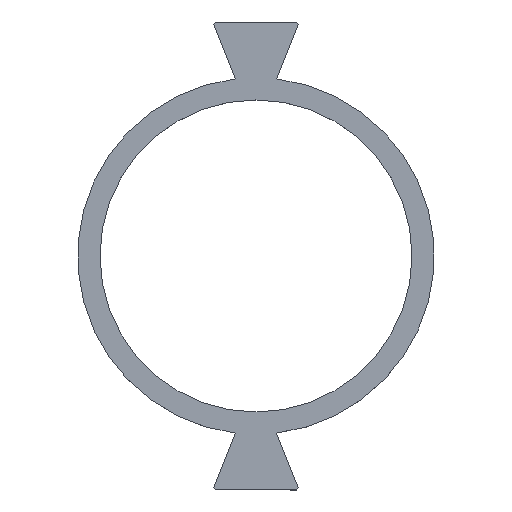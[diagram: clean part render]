
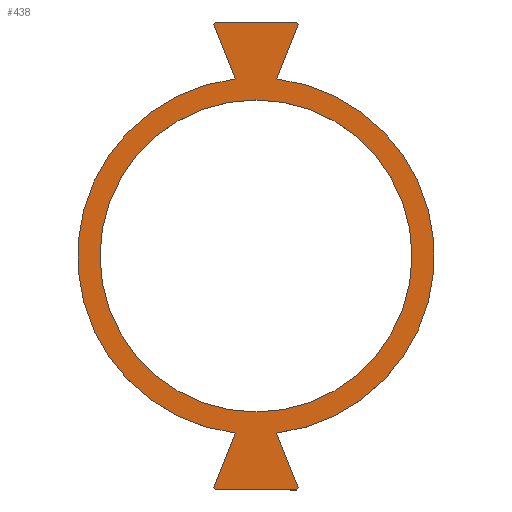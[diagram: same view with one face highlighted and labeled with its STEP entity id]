
A CAD part, top view. The second image highlights one B-rep face of the part: STEP entity #438.
In plain terms, the highlighted face is planar.
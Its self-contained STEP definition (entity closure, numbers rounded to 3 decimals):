
#30=CIRCLE('',#478,16.);
#31=CIRCLE('',#479,16.);
#32=CIRCLE('',#480,14.);
#83=ORIENTED_EDGE('',*,*,#190,.T.);
#84=ORIENTED_EDGE('',*,*,#181,.T.);
#85=ORIENTED_EDGE('',*,*,#177,.T.);
#86=ORIENTED_EDGE('',*,*,#174,.T.);
#87=ORIENTED_EDGE('',*,*,#170,.T.);
#88=ORIENTED_EDGE('',*,*,#164,.T.);
#89=ORIENTED_EDGE('',*,*,#191,.T.);
#90=ORIENTED_EDGE('',*,*,#192,.T.);
#91=ORIENTED_EDGE('',*,*,#193,.T.);
#92=ORIENTED_EDGE('',*,*,#194,.T.);
#93=ORIENTED_EDGE('',*,*,#195,.T.);
#94=ORIENTED_EDGE('',*,*,#196,.T.);
#95=ORIENTED_EDGE('',*,*,#197,.T.);
#164=EDGE_CURVE('',#224,#225,#264,.T.);
#170=EDGE_CURVE('',#230,#224,#269,.F.);
#174=EDGE_CURVE('',#233,#230,#273,.T.);
#177=EDGE_CURVE('',#235,#233,#276,.F.);
#181=EDGE_CURVE('',#238,#235,#280,.T.);
#190=EDGE_CURVE('',#243,#238,#30,.F.);
#191=EDGE_CURVE('',#225,#244,#31,.F.);
#192=EDGE_CURVE('',#244,#245,#287,.T.);
#193=EDGE_CURVE('',#245,#246,#288,.F.);
#194=EDGE_CURVE('',#246,#247,#289,.T.);
#195=EDGE_CURVE('',#247,#248,#290,.F.);
#196=EDGE_CURVE('',#248,#243,#291,.T.);
#197=EDGE_CURVE('',#249,#249,#32,.T.);
#224=VERTEX_POINT('',#622);
#225=VERTEX_POINT('',#623);
#230=VERTEX_POINT('',#638);
#233=VERTEX_POINT('',#646);
#235=VERTEX_POINT('',#652);
#238=VERTEX_POINT('',#660);
#243=VERTEX_POINT('',#684);
#244=VERTEX_POINT('',#686);
#245=VERTEX_POINT('',#688);
#246=VERTEX_POINT('',#690);
#247=VERTEX_POINT('',#692);
#248=VERTEX_POINT('',#694);
#249=VERTEX_POINT('',#697);
#264=LINE('',#621,#310);
#269=LINE('',#637,#315);
#273=LINE('',#645,#319);
#276=LINE('',#651,#322);
#280=LINE('',#659,#326);
#287=LINE('',#687,#333);
#288=LINE('',#689,#334);
#289=LINE('',#691,#335);
#290=LINE('',#693,#336);
#291=LINE('',#695,#337);
#310=VECTOR('',#507,1000.);
#315=VECTOR('',#514,1000.);
#319=VECTOR('',#520,1000.);
#322=VECTOR('',#525,1000.);
#326=VECTOR('',#531,1000.);
#333=VECTOR('',#550,1000.);
#334=VECTOR('',#551,1000.);
#335=VECTOR('',#552,1000.);
#336=VECTOR('',#553,1000.);
#337=VECTOR('',#554,1000.);
#364=EDGE_LOOP('',(#83,#84,#85,#86,#87,#88,#89,#90,#91,#92,#93,#94));
#365=EDGE_LOOP('',(#95));
#392=FACE_BOUND('',#364,.T.);
#393=FACE_BOUND('',#365,.T.);
#420=PLANE('',#477);
#438=ADVANCED_FACE('',(#392,#393),#420,.F.);
#477=AXIS2_PLACEMENT_3D('',#682,#544,#545);
#478=AXIS2_PLACEMENT_3D('',#683,#546,#547);
#479=AXIS2_PLACEMENT_3D('',#685,#548,#549);
#480=AXIS2_PLACEMENT_3D('',#696,#555,#556);
#507=DIRECTION('',(0.371,0.928,0.));
#514=DIRECTION('',(0.561,-0.828,0.));
#520=DIRECTION('',(-1.,0.,0.));
#525=DIRECTION('',(0.561,0.828,0.));
#531=DIRECTION('',(0.371,-0.928,0.));
#544=DIRECTION('',(0.,0.,1.));
#545=DIRECTION('',(0.,1.,0.));
#546=DIRECTION('',(0.,0.,1.));
#547=DIRECTION('',(1.,0.,0.));
#548=DIRECTION('',(0.,0.,1.));
#549=DIRECTION('',(1.,0.,0.));
#550=DIRECTION('',(-0.371,0.928,0.));
#551=DIRECTION('',(-0.561,-0.828,0.));
#552=DIRECTION('',(1.,0.,0.));
#553=DIRECTION('',(-0.561,0.828,0.));
#554=DIRECTION('',(-0.371,-0.928,0.));
#555=DIRECTION('',(0.,0.,1.));
#556=DIRECTION('',(1.,0.,0.));
#621=CARTESIAN_POINT('',(-1.766,-15.981,0.));
#622=CARTESIAN_POINT('',(-3.681,-20.768,0.));
#623=CARTESIAN_POINT('',(-1.731,-15.894,0.));
#637=CARTESIAN_POINT('',(-3.524,-21.,0.));
#638=CARTESIAN_POINT('',(-3.524,-21.,0.));
#645=CARTESIAN_POINT('',(0.108,-21.,0.));
#646=CARTESIAN_POINT('',(3.75,-21.,0.));
#651=CARTESIAN_POINT('',(3.907,-20.768,0.));
#652=CARTESIAN_POINT('',(3.907,-20.768,0.));
#659=CARTESIAN_POINT('',(3.015,-18.537,0.));
#660=CARTESIAN_POINT('',(1.957,-15.893,0.));
#682=CARTESIAN_POINT('',(0.108,0.,0.));
#683=CARTESIAN_POINT('',(0.108,0.,0.));
#684=CARTESIAN_POINT('',(1.957,15.893,0.));
#685=CARTESIAN_POINT('',(0.108,0.,0.));
#686=CARTESIAN_POINT('',(-1.742,15.893,0.));
#687=CARTESIAN_POINT('',(-2.799,18.537,0.));
#688=CARTESIAN_POINT('',(-3.692,20.768,0.));
#689=CARTESIAN_POINT('',(-3.692,20.768,0.));
#690=CARTESIAN_POINT('',(-3.535,21.,0.));
#691=CARTESIAN_POINT('',(0.108,21.,0.));
#692=CARTESIAN_POINT('',(3.75,21.,0.));
#693=CARTESIAN_POINT('',(3.75,21.,0.));
#694=CARTESIAN_POINT('',(3.907,20.768,0.));
#695=CARTESIAN_POINT('',(1.991,15.977,0.));
#696=CARTESIAN_POINT('',(0.108,0.,0.));
#697=CARTESIAN_POINT('',(14.108,0.,0.));
